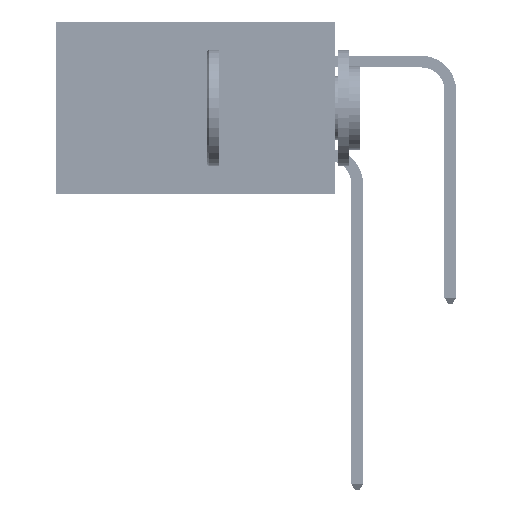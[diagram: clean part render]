
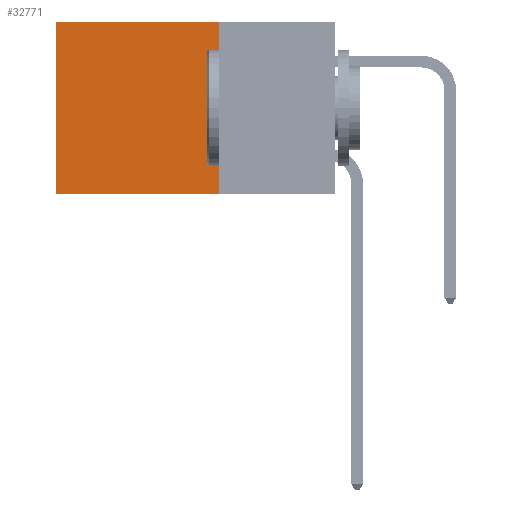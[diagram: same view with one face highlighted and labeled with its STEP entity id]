
A CAD part, left-side view. The second image highlights one B-rep face of the part: STEP entity #32771.
In plain terms, the highlighted planar face has unit normal (-1, 0, 0).
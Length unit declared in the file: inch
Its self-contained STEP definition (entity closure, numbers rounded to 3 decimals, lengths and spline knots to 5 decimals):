
#1995 = EDGE_CURVE ( 'NONE', #11327, #5674, #2179, .T. ) ;
#2179 = LINE ( 'NONE', #38657, #7254 ) ;
#3591 = CARTESIAN_POINT ( 'NONE',  ( 0.2875, 0.25, 0. ) ) ;
#4507 = CARTESIAN_POINT ( 'NONE',  ( 0.2875, 0.6, 0. ) ) ;
#5674 = VERTEX_POINT ( 'NONE', #15141 ) ;
#6000 = AXIS2_PLACEMENT_3D ( 'NONE', #3591, #15775, #43983 ) ;
#6335 = VECTOR ( 'NONE', #45067, 39.37008 ) ;
#7254 = VECTOR ( 'NONE', #47997, 39.37008 ) ;
#8724 = CARTESIAN_POINT ( 'NONE',  ( 0.2875, 0.25, 0. ) ) ;
#9887 = LINE ( 'NONE', #31634, #52104 ) ;
#11327 = VERTEX_POINT ( 'NONE', #8724 ) ;
#15141 = CARTESIAN_POINT ( 'NONE',  ( 0.2875, 0.25, -0.37 ) ) ;
#15775 = DIRECTION ( 'NONE',  ( 1., 0., 0. ) ) ;
#18366 = CARTESIAN_POINT ( 'NONE',  ( 0.2875, 0.6, -0.37 ) ) ;
#18604 = EDGE_CURVE ( 'NONE', #11327, #51774, #9887, .T. ) ;
#20772 = LINE ( 'NONE', #28632, #34011 ) ;
#20873 = DIRECTION ( 'NONE',  ( 0., 1., 0. ) ) ;
#26507 = LINE ( 'NONE', #4507, #6335 ) ;
#26630 = EDGE_CURVE ( 'NONE', #5674, #28210, #20772, .T. ) ;
#28210 = VERTEX_POINT ( 'NONE', #18366 ) ;
#28632 = CARTESIAN_POINT ( 'NONE',  ( 0.2875, 0.25, -0.37 ) ) ;
#31634 = CARTESIAN_POINT ( 'NONE',  ( 0.2875, 0.25, 0. ) ) ;
#32771 = ADVANCED_FACE ( 'NONE', ( #34132 ), #48195, .F. ) ;
#34011 = VECTOR ( 'NONE', #20873, 39.37008 ) ;
#34132 = FACE_OUTER_BOUND ( 'NONE', #47043, .T. ) ;
#34163 = ORIENTED_EDGE ( 'NONE', *, *, #45871, .T. ) ;
#38557 = ORIENTED_EDGE ( 'NONE', *, *, #1995, .F. ) ;
#38657 = CARTESIAN_POINT ( 'NONE',  ( 0.2875, 0.25, 0. ) ) ;
#43828 = DIRECTION ( 'NONE',  ( 0., 1., 0. ) ) ;
#43983 = DIRECTION ( 'NONE',  ( 0., 0., -1. ) ) ;
#45067 = DIRECTION ( 'NONE',  ( 0., 0., -1. ) ) ;
#45231 = ORIENTED_EDGE ( 'NONE', *, *, #26630, .F. ) ;
#45660 = ORIENTED_EDGE ( 'NONE', *, *, #18604, .T. ) ;
#45871 = EDGE_CURVE ( 'NONE', #51774, #28210, #26507, .T. ) ;
#47043 = EDGE_LOOP ( 'NONE', ( #34163, #45231, #38557, #45660 ) ) ;
#47997 = DIRECTION ( 'NONE',  ( 0., 0., -1. ) ) ;
#48195 = PLANE ( 'NONE',  #6000 ) ;
#50896 = CARTESIAN_POINT ( 'NONE',  ( 0.2875, 0.6, 0. ) ) ;
#51774 = VERTEX_POINT ( 'NONE', #50896 ) ;
#52104 = VECTOR ( 'NONE', #43828, 39.37008 ) ;
